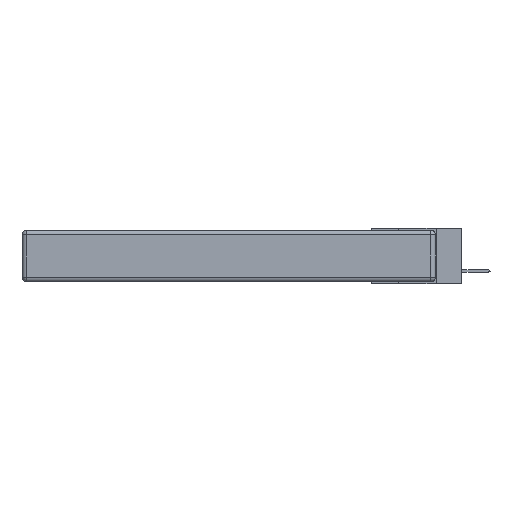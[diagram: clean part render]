
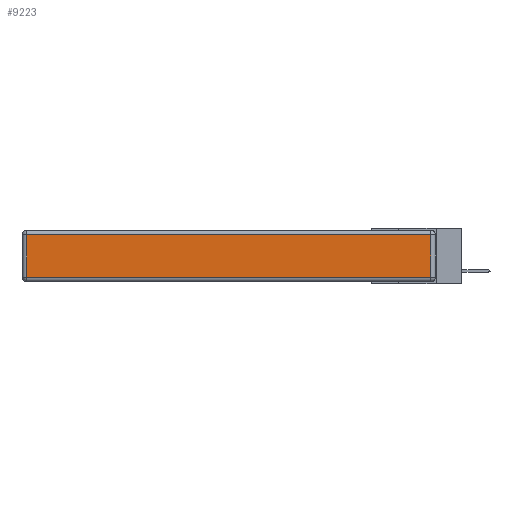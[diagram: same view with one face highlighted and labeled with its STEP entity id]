
A CAD part, left-side view. The second image highlights one B-rep face of the part: STEP entity #9223.
In plain terms, the highlighted planar face has unit normal (-1, 0, 0).
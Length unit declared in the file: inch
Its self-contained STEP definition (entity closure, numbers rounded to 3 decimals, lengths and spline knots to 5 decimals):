
#18 = DIRECTION ( 'NONE',  ( -1., 0., 0. ) ) ;
#1650 = EDGE_CURVE ( 'NONE', #7077, #8914, #19421, .T. ) ;
#2073 = CARTESIAN_POINT ( 'NONE',  ( 0., 2.72, -0.343 ) ) ;
#2173 = ORIENTED_EDGE ( 'NONE', *, *, #19718, .T. ) ;
#3129 = CARTESIAN_POINT ( 'NONE',  ( 0., 0.03, -0.313 ) ) ;
#3611 = ORIENTED_EDGE ( 'NONE', *, *, #9769, .T. ) ;
#3911 = VERTEX_POINT ( 'NONE', #17626 ) ;
#3949 = DIRECTION ( 'NONE',  ( 0., 0., -1. ) ) ;
#5704 = VERTEX_POINT ( 'NONE', #11080 ) ;
#6117 = ORIENTED_EDGE ( 'NONE', *, *, #1650, .T. ) ;
#6384 = VECTOR ( 'NONE', #3949, 39.37008 ) ;
#7077 = VERTEX_POINT ( 'NONE', #10324 ) ;
#7280 = DIRECTION ( 'NONE',  ( 0., 0., 1. ) ) ;
#8914 = VERTEX_POINT ( 'NONE', #3129 ) ;
#9223 = ADVANCED_FACE ( 'NONE', ( #11765 ), #21458, .T. ) ;
#9473 = ORIENTED_EDGE ( 'NONE', *, *, #10428, .T. ) ;
#9769 = EDGE_CURVE ( 'NONE', #8914, #5704, #18992, .T. ) ;
#10324 = CARTESIAN_POINT ( 'NONE',  ( 0., 2.72, -0.313 ) ) ;
#10428 = EDGE_CURVE ( 'NONE', #3911, #7077, #14791, .T. ) ;
#10613 = DIRECTION ( 'NONE',  ( 0., 0., 1. ) ) ;
#11080 = CARTESIAN_POINT ( 'NONE',  ( 0., 0.03, -0.03 ) ) ;
#11765 = FACE_OUTER_BOUND ( 'NONE', #15327, .T. ) ;
#13155 = LINE ( 'NONE', #17818, #21862 ) ;
#14231 = DIRECTION ( 'NONE',  ( 0., 1., 0. ) ) ;
#14791 = LINE ( 'NONE', #2073, #6384 ) ;
#15267 = DIRECTION ( 'NONE',  ( 0., -1., 0. ) ) ;
#15327 = EDGE_LOOP ( 'NONE', ( #6117, #3611, #2173, #9473 ) ) ;
#15350 = CARTESIAN_POINT ( 'NONE',  ( 0., 0., -0.313 ) ) ;
#17143 = AXIS2_PLACEMENT_3D ( 'NONE', #19479, #18, #10613 ) ;
#17492 = VECTOR ( 'NONE', #15267, 39.37008 ) ;
#17626 = CARTESIAN_POINT ( 'NONE',  ( 0., 2.72, -0.03 ) ) ;
#17818 = CARTESIAN_POINT ( 'NONE',  ( 0., 2.75, -0.03 ) ) ;
#17974 = CARTESIAN_POINT ( 'NONE',  ( 0., 0.03, -0.343 ) ) ;
#18992 = LINE ( 'NONE', #17974, #20676 ) ;
#19421 = LINE ( 'NONE', #15350, #17492 ) ;
#19479 = CARTESIAN_POINT ( 'NONE',  ( 0., 0., -0.343 ) ) ;
#19718 = EDGE_CURVE ( 'NONE', #5704, #3911, #13155, .T. ) ;
#20676 = VECTOR ( 'NONE', #7280, 39.37008 ) ;
#21458 = PLANE ( 'NONE',  #17143 ) ;
#21862 = VECTOR ( 'NONE', #14231, 39.37008 ) ;
